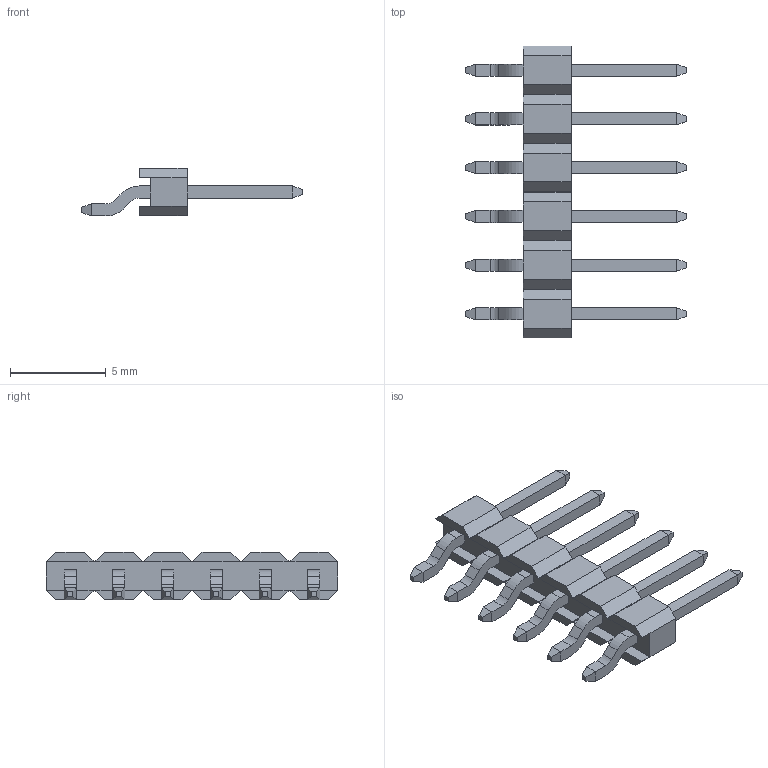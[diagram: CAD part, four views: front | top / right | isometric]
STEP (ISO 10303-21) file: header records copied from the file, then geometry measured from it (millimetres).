
FILE_DESCRIPTION(('FreeCAD Model'),'2;1');
FILE_NAME('Open CASCADE Shape Model','2024-03-22T18:52:48',(''),(''), 'Open CASCADE STEP processor 7.6','FreeCAD','Unknown');
FILE_SCHEMA(('AUTOMOTIVE_DESIGN { 1 0 10303 214 1 1 1 1 }'));
Length unit declared in the file: millimetre
Products named in the file (4): PinHeader_1x6_P2.54 mm_Horizontal_SMD_Right; Plastic; MetalPins; PinMetal
Assembly tree (8 placements, depth 3):
  PinHeader_1x6_P2.54 mm_Horizontal_SMD_Right
    Plastic
    MetalPins
      PinMetal  x6
Bounding box: 11.5 x 15.2 x 2.5 mm (x, y, z)
Volume: 96.1 mm3; surface area: 382.5 mm2
Topology: 7 solids, 7 shells, 230 faces, 576 edges, 360 vertices
Faces by surface type: plane 206, cylinder 24
Entity records: 3889 total; most frequent: CARTESIAN_POINT 645, ORIENTED_EDGE 632, DIRECTION 582, EDGE_CURVE 316, LINE 308, VECTOR 308, VERTEX_POINT 200, AXIS2_PLACEMENT_3D 137
